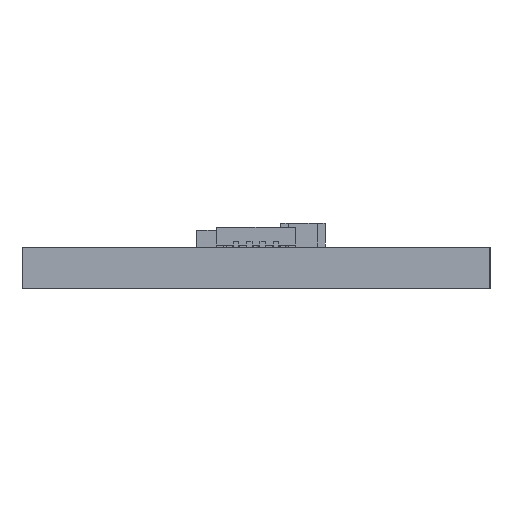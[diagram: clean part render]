
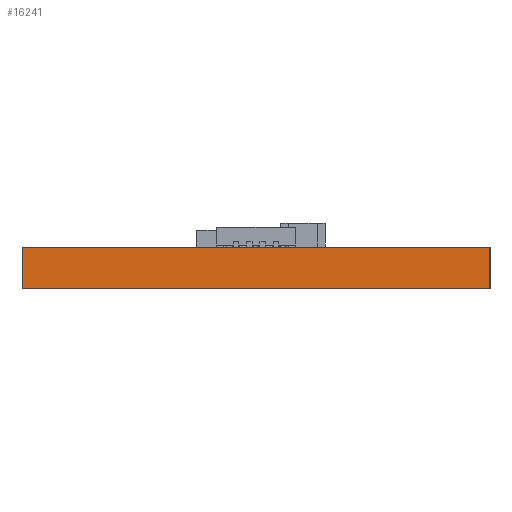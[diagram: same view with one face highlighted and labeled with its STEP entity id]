
A CAD part, left-side view. The second image highlights one B-rep face of the part: STEP entity #16241.
In plain terms, the highlighted planar face has unit normal (-1, 0, 0).
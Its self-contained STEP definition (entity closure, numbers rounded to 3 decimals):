
#1 = LINE ( 'NONE', #9582, #20520 ) ;
#521 = ORIENTED_EDGE ( 'NONE', *, *, #25110, .F. ) ;
#842 = CARTESIAN_POINT ( 'NONE',  ( 0., 0., 1.575 ) ) ;
#2109 = ORIENTED_EDGE ( 'NONE', *, *, #19463, .F. ) ;
#2235 = DIRECTION ( 'NONE',  ( 0., 0., -1. ) ) ;
#4045 = CARTESIAN_POINT ( 'NONE',  ( 0., 17.78, 0. ) ) ;
#4133 = VECTOR ( 'NONE', #2235, 1000. ) ;
#4919 = CARTESIAN_POINT ( 'NONE',  ( 0., 0., 0. ) ) ;
#6909 = DIRECTION ( 'NONE',  ( 1., 0., 0. ) ) ;
#8326 = VERTEX_POINT ( 'NONE', #4045 ) ;
#9461 = DIRECTION ( 'NONE',  ( 0., 0., -1. ) ) ;
#9582 = CARTESIAN_POINT ( 'NONE',  ( 0., 0., 0. ) ) ;
#10256 = EDGE_LOOP ( 'NONE', ( #10597, #2109, #521, #20722 ) ) ;
#10495 = LINE ( 'NONE', #29448, #20542 ) ;
#10597 = ORIENTED_EDGE ( 'NONE', *, *, #18930, .T. ) ;
#11847 = CARTESIAN_POINT ( 'NONE',  ( 0., 17.78, 1.575 ) ) ;
#13667 = VERTEX_POINT ( 'NONE', #30633 ) ;
#14398 = DIRECTION ( 'NONE',  ( 0., -1., 0. ) ) ;
#14585 = PLANE ( 'NONE',  #17039 ) ;
#15504 = LINE ( 'NONE', #842, #18530 ) ;
#16202 = CARTESIAN_POINT ( 'NONE',  ( 0., 0., 1.575 ) ) ;
#16241 = ADVANCED_FACE ( 'NONE', ( #19513 ), #14585, .F. ) ;
#17039 = AXIS2_PLACEMENT_3D ( 'NONE', #31451, #6909, #9461 ) ;
#18530 = VECTOR ( 'NONE', #20145, 1000. ) ;
#18930 = EDGE_CURVE ( 'NONE', #8326, #31200, #1, .T. ) ;
#19463 = EDGE_CURVE ( 'NONE', #24088, #31200, #10495, .T. ) ;
#19513 = FACE_OUTER_BOUND ( 'NONE', #10256, .T. ) ;
#20145 = DIRECTION ( 'NONE',  ( 0., -1., 0. ) ) ;
#20520 = VECTOR ( 'NONE', #14398, 1000. ) ;
#20542 = VECTOR ( 'NONE', #27359, 1000. ) ;
#20722 = ORIENTED_EDGE ( 'NONE', *, *, #31149, .T. ) ;
#24088 = VERTEX_POINT ( 'NONE', #16202 ) ;
#25110 = EDGE_CURVE ( 'NONE', #13667, #24088, #15504, .T. ) ;
#25533 = LINE ( 'NONE', #11847, #4133 ) ;
#27359 = DIRECTION ( 'NONE',  ( 0., 0., -1. ) ) ;
#29448 = CARTESIAN_POINT ( 'NONE',  ( 0., 0., 1.575 ) ) ;
#30633 = CARTESIAN_POINT ( 'NONE',  ( 0., 17.78, 1.575 ) ) ;
#31149 = EDGE_CURVE ( 'NONE', #13667, #8326, #25533, .T. ) ;
#31200 = VERTEX_POINT ( 'NONE', #4919 ) ;
#31451 = CARTESIAN_POINT ( 'NONE',  ( 0., 0., 1.575 ) ) ;
